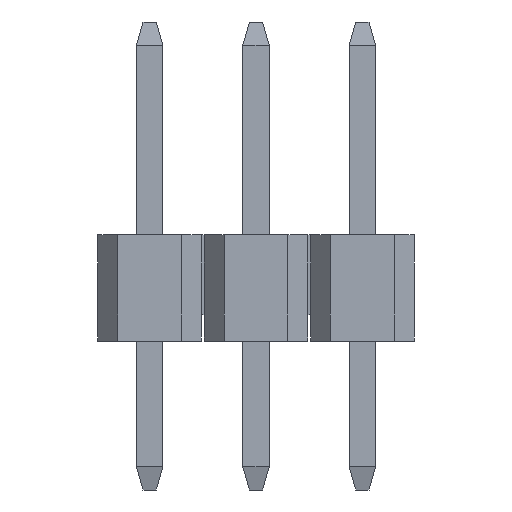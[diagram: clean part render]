
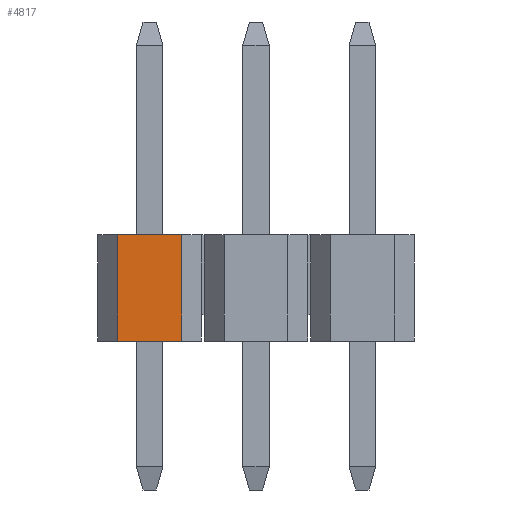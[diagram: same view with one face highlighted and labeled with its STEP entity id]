
A CAD part, left-side view. The second image highlights one B-rep face of the part: STEP entity #4817.
In plain terms, the highlighted planar face has unit normal (-1, 0, 0).
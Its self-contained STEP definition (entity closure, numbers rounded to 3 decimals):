
#55 = PLANE('',#56);
#56 = AXIS2_PLACEMENT_3D('',#57,#58,#59);
#57 = CARTESIAN_POINT('',(0.,-3.995,2.));
#58 = DIRECTION('',(0.,0.,1.));
#59 = DIRECTION('',(0.,1.,0.));
#3717 = PLANE('',#3718);
#3718 = AXIS2_PLACEMENT_3D('',#3719,#3720,#3721);
#3719 = CARTESIAN_POINT('',(-0.8,0.793,0.)
  );
#3720 = DIRECTION('',(-0.684,0.73,0.)
  );
#3721 = DIRECTION('',(-0.73,-0.684,0.
    ));
#3768 = PLANE('',#3769);
#3769 = AXIS2_PLACEMENT_3D('',#3770,#3771,#3772);
#3770 = CARTESIAN_POINT('',(-0.8,-0.783,
    0.));
#3771 = DIRECTION('',(-0.684,-0.73,0.
    ));
#3772 = DIRECTION('',(0.73,-0.684,0.
    ));
#3794 = PLANE('',#3795);
#3795 = AXIS2_PLACEMENT_3D('',#3796,#3797,#3798);
#3796 = CARTESIAN_POINT('',(0.,-3.995,
    0.));
#3797 = DIRECTION('',(0.,0.,1.));
#3798 = DIRECTION('',(0.,1.,0.));
#4322 = VERTEX_POINT('',#4323);
#4323 = CARTESIAN_POINT('',(-1.,-0.595,
    0.));
#4344 = EDGE_CURVE('',#4322,#4345,#4347,.T.);
#4345 = VERTEX_POINT('',#4346);
#4346 = CARTESIAN_POINT('',(-1.,0.605,0.));
#4347 = SURFACE_CURVE('',#4348,(#4352,#4359),.PCURVE_S1.);
#4348 = LINE('',#4349,#4350);
#4349 = CARTESIAN_POINT('',(-1.,-0.595,
    0.));
#4350 = VECTOR('',#4351,1.);
#4351 = DIRECTION('',(0.,1.,0.));
#4352 = PCURVE('',#3794,#4353);
#4353 = DEFINITIONAL_REPRESENTATION('',(#4354),#4358);
#4354 = LINE('',#4355,#4356);
#4355 = CARTESIAN_POINT('',(3.4,1.));
#4356 = VECTOR('',#4357,1.);
#4357 = DIRECTION('',(1.,0.));
#4358 = ( GEOMETRIC_REPRESENTATION_CONTEXT(2) 
PARAMETRIC_REPRESENTATION_CONTEXT() REPRESENTATION_CONTEXT('2D SPACE',''
  ) );
#4359 = PCURVE('',#4360,#4365);
#4360 = PLANE('',#4361);
#4361 = AXIS2_PLACEMENT_3D('',#4362,#4363,#4364);
#4362 = CARTESIAN_POINT('',(-1.,0.005,
    0.));
#4363 = DIRECTION('',(-1.,0.,0.));
#4364 = DIRECTION('',(0.,-1.,0.));
#4365 = DEFINITIONAL_REPRESENTATION('',(#4366),#4370);
#4366 = LINE('',#4367,#4368);
#4367 = CARTESIAN_POINT('',(0.6,0.));
#4368 = VECTOR('',#4369,1.);
#4369 = DIRECTION('',(-1.,0.));
#4370 = ( GEOMETRIC_REPRESENTATION_CONTEXT(2) 
PARAMETRIC_REPRESENTATION_CONTEXT() REPRESENTATION_CONTEXT('2D SPACE',''
  ) );
#4772 = VERTEX_POINT('',#4773);
#4773 = CARTESIAN_POINT('',(-1.,-0.595,2.));
#4794 = EDGE_CURVE('',#4322,#4772,#4795,.T.);
#4795 = SURFACE_CURVE('',#4796,(#4800,#4807),.PCURVE_S1.);
#4796 = LINE('',#4797,#4798);
#4797 = CARTESIAN_POINT('',(-1.,-0.595,
    0.));
#4798 = VECTOR('',#4799,1.);
#4799 = DIRECTION('',(0.,0.,1.));
#4800 = PCURVE('',#3768,#4801);
#4801 = DEFINITIONAL_REPRESENTATION('',(#4802),#4806);
#4802 = LINE('',#4803,#4804);
#4803 = CARTESIAN_POINT('',(-0.274,0.));
#4804 = VECTOR('',#4805,1.);
#4805 = DIRECTION('',(0.,1.));
#4806 = ( GEOMETRIC_REPRESENTATION_CONTEXT(2) 
PARAMETRIC_REPRESENTATION_CONTEXT() REPRESENTATION_CONTEXT('2D SPACE',''
  ) );
#4807 = PCURVE('',#4360,#4808);
#4808 = DEFINITIONAL_REPRESENTATION('',(#4809),#4813);
#4809 = LINE('',#4810,#4811);
#4810 = CARTESIAN_POINT('',(0.6,0.));
#4811 = VECTOR('',#4812,1.);
#4812 = DIRECTION('',(0.,1.));
#4813 = ( GEOMETRIC_REPRESENTATION_CONTEXT(2) 
PARAMETRIC_REPRESENTATION_CONTEXT() REPRESENTATION_CONTEXT('2D SPACE',''
  ) );
#4817 = ADVANCED_FACE('',(#4818),#4360,.T.);
#4818 = FACE_BOUND('',#4819,.T.);
#4819 = EDGE_LOOP('',(#4820,#4843,#4864,#4865));
#4820 = ORIENTED_EDGE('',*,*,#4821,.T.);
#4821 = EDGE_CURVE('',#4772,#4822,#4824,.T.);
#4822 = VERTEX_POINT('',#4823);
#4823 = CARTESIAN_POINT('',(-1.,0.605,2.));
#4824 = SURFACE_CURVE('',#4825,(#4829,#4836),.PCURVE_S1.);
#4825 = LINE('',#4826,#4827);
#4826 = CARTESIAN_POINT('',(-1.,-0.595,2.));
#4827 = VECTOR('',#4828,1.);
#4828 = DIRECTION('',(0.,1.,0.));
#4829 = PCURVE('',#4360,#4830);
#4830 = DEFINITIONAL_REPRESENTATION('',(#4831),#4835);
#4831 = LINE('',#4832,#4833);
#4832 = CARTESIAN_POINT('',(0.6,2.));
#4833 = VECTOR('',#4834,1.);
#4834 = DIRECTION('',(-1.,0.));
#4835 = ( GEOMETRIC_REPRESENTATION_CONTEXT(2) 
PARAMETRIC_REPRESENTATION_CONTEXT() REPRESENTATION_CONTEXT('2D SPACE',''
  ) );
#4836 = PCURVE('',#55,#4837);
#4837 = DEFINITIONAL_REPRESENTATION('',(#4838),#4842);
#4838 = LINE('',#4839,#4840);
#4839 = CARTESIAN_POINT('',(3.4,1.));
#4840 = VECTOR('',#4841,1.);
#4841 = DIRECTION('',(1.,0.));
#4842 = ( GEOMETRIC_REPRESENTATION_CONTEXT(2) 
PARAMETRIC_REPRESENTATION_CONTEXT() REPRESENTATION_CONTEXT('2D SPACE',''
  ) );
#4843 = ORIENTED_EDGE('',*,*,#4844,.F.);
#4844 = EDGE_CURVE('',#4345,#4822,#4845,.T.);
#4845 = SURFACE_CURVE('',#4846,(#4850,#4857),.PCURVE_S1.);
#4846 = LINE('',#4847,#4848);
#4847 = CARTESIAN_POINT('',(-1.,0.605,0.));
#4848 = VECTOR('',#4849,1.);
#4849 = DIRECTION('',(0.,0.,1.));
#4850 = PCURVE('',#4360,#4851);
#4851 = DEFINITIONAL_REPRESENTATION('',(#4852),#4856);
#4852 = LINE('',#4853,#4854);
#4853 = CARTESIAN_POINT('',(-0.6,0.));
#4854 = VECTOR('',#4855,1.);
#4855 = DIRECTION('',(0.,1.));
#4856 = ( GEOMETRIC_REPRESENTATION_CONTEXT(2) 
PARAMETRIC_REPRESENTATION_CONTEXT() REPRESENTATION_CONTEXT('2D SPACE',''
  ) );
#4857 = PCURVE('',#3717,#4858);
#4858 = DEFINITIONAL_REPRESENTATION('',(#4859),#4863);
#4859 = LINE('',#4860,#4861);
#4860 = CARTESIAN_POINT('',(0.274,0.));
#4861 = VECTOR('',#4862,1.);
#4862 = DIRECTION('',(0.,1.));
#4863 = ( GEOMETRIC_REPRESENTATION_CONTEXT(2) 
PARAMETRIC_REPRESENTATION_CONTEXT() REPRESENTATION_CONTEXT('2D SPACE',''
  ) );
#4864 = ORIENTED_EDGE('',*,*,#4344,.F.);
#4865 = ORIENTED_EDGE('',*,*,#4794,.T.);
